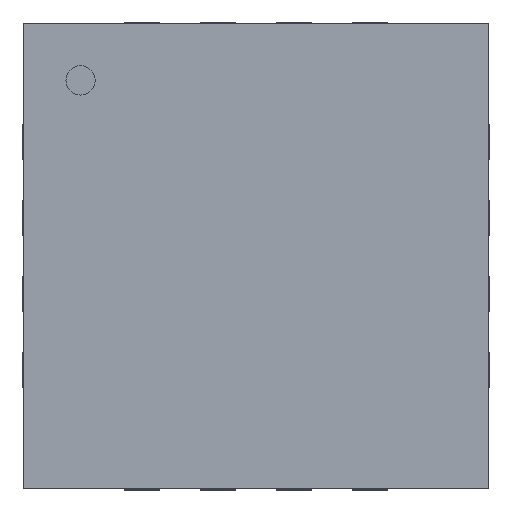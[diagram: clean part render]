
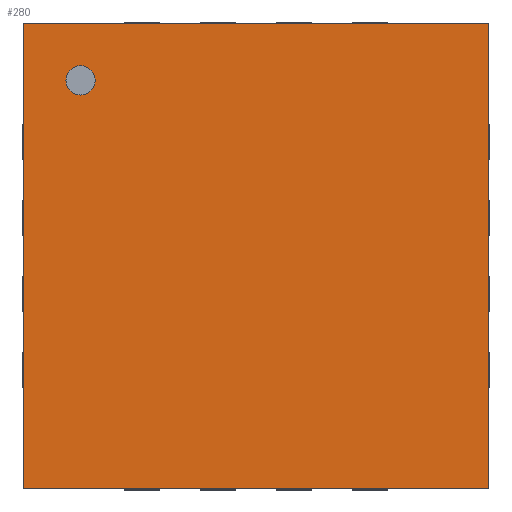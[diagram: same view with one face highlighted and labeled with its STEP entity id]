
A CAD part, top view. The second image highlights one B-rep face of the part: STEP entity #280.
In plain terms, the highlighted planar face has unit normal (0, 0, 1).
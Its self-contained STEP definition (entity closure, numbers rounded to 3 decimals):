
#116 = EDGE_CURVE('',#117,#119,#121,.T.);
#117 = VERTEX_POINT('',#118);
#118 = CARTESIAN_POINT('',(-1.99,1.99,0.75));
#119 = VERTEX_POINT('',#120);
#120 = CARTESIAN_POINT('',(1.99,1.99,0.75));
#121 = LINE('',#122,#123);
#122 = CARTESIAN_POINT('',(-1.99,1.99,0.75));
#123 = VECTOR('',#124,1.);
#124 = DIRECTION('',(1.,0.,0.));
#280 = ADVANCED_FACE('',(#281),#306,.T.);
#281 = FACE_BOUND('',#282,.T.);
#282 = EDGE_LOOP('',(#283,#284,#292,#300));
#283 = ORIENTED_EDGE('',*,*,#116,.F.);
#284 = ORIENTED_EDGE('',*,*,#285,.T.);
#285 = EDGE_CURVE('',#117,#286,#288,.T.);
#286 = VERTEX_POINT('',#287);
#287 = CARTESIAN_POINT('',(-1.99,-1.99,0.75));
#288 = LINE('',#289,#290);
#289 = CARTESIAN_POINT('',(-1.99,1.99,0.75));
#290 = VECTOR('',#291,1.);
#291 = DIRECTION('',(0.,-1.,0.));
#292 = ORIENTED_EDGE('',*,*,#293,.T.);
#293 = EDGE_CURVE('',#286,#294,#296,.T.);
#294 = VERTEX_POINT('',#295);
#295 = CARTESIAN_POINT('',(1.99,-1.99,0.75));
#296 = LINE('',#297,#298);
#297 = CARTESIAN_POINT('',(-1.99,-1.99,0.75));
#298 = VECTOR('',#299,1.);
#299 = DIRECTION('',(1.,0.,0.));
#300 = ORIENTED_EDGE('',*,*,#301,.F.);
#301 = EDGE_CURVE('',#119,#294,#302,.T.);
#302 = LINE('',#303,#304);
#303 = CARTESIAN_POINT('',(1.99,1.99,0.75));
#304 = VECTOR('',#305,1.);
#305 = DIRECTION('',(0.,-1.,0.));
#306 = PLANE('',#307);
#307 = AXIS2_PLACEMENT_3D('',#308,#309,#310);
#308 = CARTESIAN_POINT('',(-1.99,1.99,0.75));
#309 = DIRECTION('',(0.,0.,1.));
#310 = DIRECTION('',(0.,-1.,0.));
